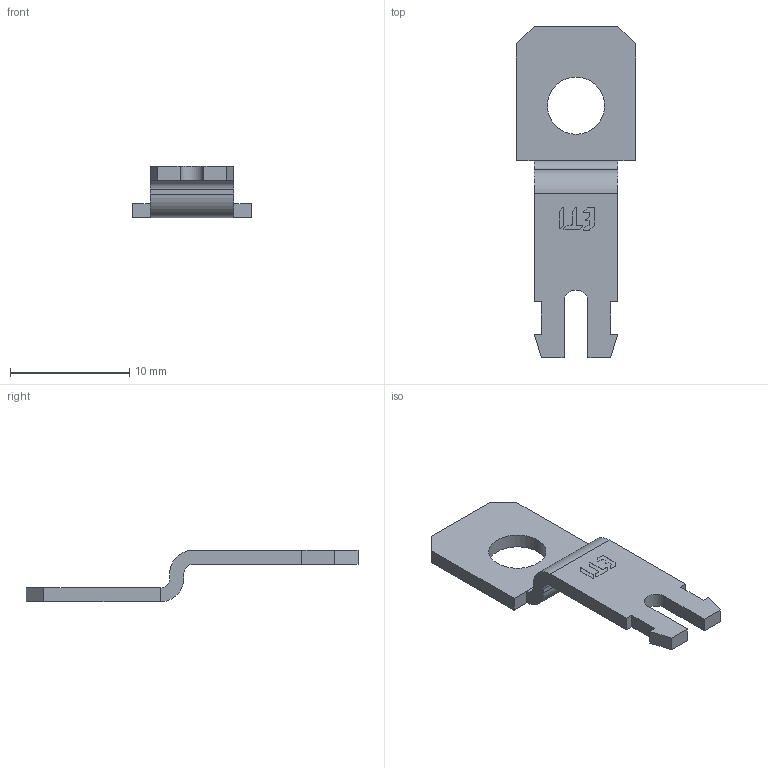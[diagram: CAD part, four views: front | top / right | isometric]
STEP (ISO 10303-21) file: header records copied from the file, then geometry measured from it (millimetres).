
FILE_DESCRIPTION((''),'2;1');
FILE_NAME('PLMP_ASM','2021-07-28T',('marketing.praksa'),('Audax d.o.o.'),'CREO PARAMETRIC BY PTC INC, 2017480','CREO PARAMETRIC BY PTC INC, 2017480','');
FILE_SCHEMA(('AUTOMOTIVE_DESIGN { 1 0 10303 214 1 1 1 1 }'));
Length unit declared in the file: millimetre
Products named in the file (3): PLMP; PRT1745; PLMP_ASM
Assembly tree (2 placements, depth 2):
  PLMP_ASM
    PLMP
    PRT1745
Bounding box: 10 x 27.85 x 4.35 mm (x, y, z)
Volume: 247.8 mm3; surface area: 549.1 mm2
Topology: 4 solids, 4 shells, 139 faces, 384 edges, 256 vertices
Faces by surface type: plane 84, cylinder 55
Entity records: 6869 total; most frequent: CARTESIAN_POINT 788, DIRECTION 786, ORIENTED_EDGE 768, PRESENTATION_STYLE_ASSIGNMENT 527, STYLED_ITEM 527, CURVE_STYLE 384, EDGE_CURVE 384, VECTOR 270
